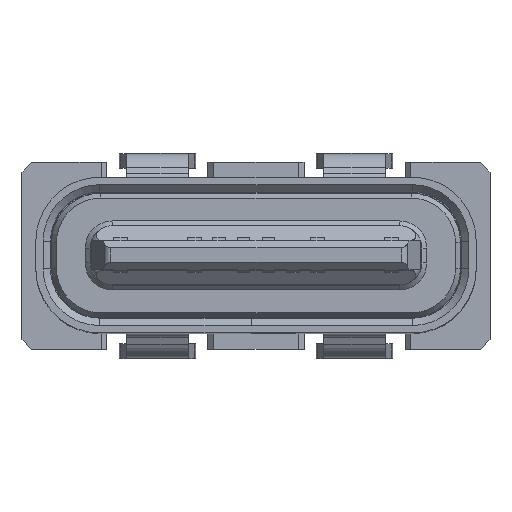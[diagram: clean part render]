
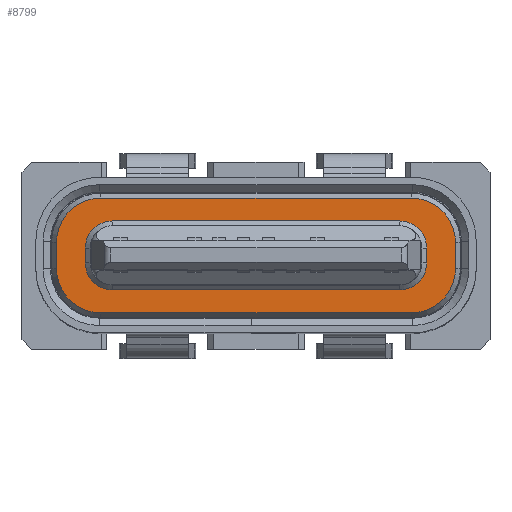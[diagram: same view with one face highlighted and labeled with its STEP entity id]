
A CAD part, top view. The second image highlights one B-rep face of the part: STEP entity #8799.
In plain terms, the highlighted planar face has unit normal (0, 0, 1).
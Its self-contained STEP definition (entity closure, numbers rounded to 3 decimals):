
#428 = EDGE_CURVE ( 'NONE', #8319, #20437, #6929, .T. ) ;
#638 = ORIENTED_EDGE ( 'NONE', *, *, #7092, .T. ) ;
#904 = EDGE_CURVE ( 'NONE', #4507, #959, #10756, .T. ) ;
#959 = VERTEX_POINT ( 'NONE', #26479 ) ;
#994 = LINE ( 'NONE', #15790, #2172 ) ;
#1420 = CARTESIAN_POINT ( 'NONE',  ( -2.915, 0.15, 5.5 ) ) ;
#1448 = VERTEX_POINT ( 'NONE', #1923 ) ;
#1479 = DIRECTION ( 'NONE',  ( 0., -1., 0. ) ) ;
#1912 = DIRECTION ( 'NONE',  ( 0., 0., 1. ) ) ;
#1923 = CARTESIAN_POINT ( 'NONE',  ( 3.465, -0.15, 5.5 ) ) ;
#1983 = VECTOR ( 'NONE', #35279, 1000. ) ;
#2039 = VERTEX_POINT ( 'NONE', #25275 ) ;
#2172 = VECTOR ( 'NONE', #30751, 1000. ) ;
#2266 = ORIENTED_EDGE ( 'NONE', *, *, #12248, .T. ) ;
#2342 = CARTESIAN_POINT ( 'NONE',  ( 4.212, 1.212, 5.5 ) ) ;
#2539 = DIRECTION ( 'NONE',  ( 0., 0., -1. ) ) ;
#2597 = EDGE_CURVE ( 'NONE', #22400, #37223, #36983, .T. ) ;
#2921 = PLANE ( 'NONE',  #9761 ) ;
#3410 = EDGE_CURVE ( 'NONE', #20278, #34681, #23400, .T. ) ;
#4507 = VERTEX_POINT ( 'NONE', #8680 ) ;
#4518 = ORIENTED_EDGE ( 'NONE', *, *, #31225, .T. ) ;
#5011 = CIRCLE ( 'NONE', #36367, 0.9 ) ;
#5087 = VECTOR ( 'NONE', #20640, 1000. ) ;
#5102 = DIRECTION ( 'NONE',  ( 0., 0., 1. ) ) ;
#5392 = CARTESIAN_POINT ( 'NONE',  ( 2.915, 0.7, 5.5 ) ) ;
#5480 = DIRECTION ( 'NONE',  ( 1., 0., 0. ) ) ;
#5578 = CARTESIAN_POINT ( 'NONE',  ( 2.915, -0.15, 5.5 ) ) ;
#5603 = FACE_OUTER_BOUND ( 'NONE', #36334, .T. ) ;
#6554 = ORIENTED_EDGE ( 'NONE', *, *, #34058, .T. ) ;
#6929 = CIRCLE ( 'NONE', #23839, 0.55 ) ;
#7092 = EDGE_CURVE ( 'NONE', #32707, #2039, #32696, .T. ) ;
#7245 = CARTESIAN_POINT ( 'NONE',  ( -4.05, 0., 5.5 ) ) ;
#7369 = CARTESIAN_POINT ( 'NONE',  ( 3.15, -1.165, 5.5 ) ) ;
#7547 = CARTESIAN_POINT ( 'NONE',  ( 3.15, -0.265, 5.5 ) ) ;
#7612 = CARTESIAN_POINT ( 'NONE',  ( 0., 0.7, 5.5 ) ) ;
#8089 = CIRCLE ( 'NONE', #20635, 0.55 ) ;
#8310 = DIRECTION ( 'NONE',  ( 1., 0., 0. ) ) ;
#8319 = VERTEX_POINT ( 'NONE', #10177 ) ;
#8321 = ORIENTED_EDGE ( 'NONE', *, *, #22926, .T. ) ;
#8636 = DIRECTION ( 'NONE',  ( 1., 0., 0. ) ) ;
#8658 = EDGE_CURVE ( 'NONE', #22400, #11080, #26685, .T. ) ;
#8680 = CARTESIAN_POINT ( 'NONE',  ( -4.05, 0.265, 5.5 ) ) ;
#8799 = ADVANCED_FACE ( 'NONE', ( #35245, #5603 ), #2921, .T. ) ;
#8880 = CARTESIAN_POINT ( 'NONE',  ( 3.465, 0., 5.5 ) ) ;
#8967 = ORIENTED_EDGE ( 'NONE', *, *, #20466, .T. ) ;
#9250 = CARTESIAN_POINT ( 'NONE',  ( -2.915, -0.15, 5.5 ) ) ;
#9665 = DIRECTION ( 'NONE',  ( 1., 0., 0. ) ) ;
#9761 = AXIS2_PLACEMENT_3D ( 'NONE', #2342, #14399, #29370 ) ;
#10042 = EDGE_CURVE ( 'NONE', #34681, #22911, #11692, .T. ) ;
#10052 = CARTESIAN_POINT ( 'NONE',  ( 4.05, 0.265, 5.5 ) ) ;
#10067 = CARTESIAN_POINT ( 'NONE',  ( 0., -1.165, 5.5 ) ) ;
#10177 = CARTESIAN_POINT ( 'NONE',  ( -3.465, 0.15, 5.5 ) ) ;
#10756 = LINE ( 'NONE', #7245, #21566 ) ;
#11031 = DIRECTION ( 'NONE',  ( 1., 0., 0. ) ) ;
#11080 = VERTEX_POINT ( 'NONE', #21838 ) ;
#11180 = ORIENTED_EDGE ( 'NONE', *, *, #31885, .F. ) ;
#11280 = EDGE_CURVE ( 'NONE', #11898, #4507, #5011, .T. ) ;
#11576 = DIRECTION ( 'NONE',  ( 0., 0., 1. ) ) ;
#11692 = CIRCLE ( 'NONE', #33639, 0.55 ) ;
#11898 = VERTEX_POINT ( 'NONE', #29985 ) ;
#11939 = VERTEX_POINT ( 'NONE', #27206 ) ;
#12109 = VECTOR ( 'NONE', #31130, 1000. ) ;
#12248 = EDGE_CURVE ( 'NONE', #1448, #20278, #28932, .T. ) ;
#13378 = ORIENTED_EDGE ( 'NONE', *, *, #2597, .F. ) ;
#13492 = VECTOR ( 'NONE', #8310, 1000. ) ;
#13572 = DIRECTION ( 'NONE',  ( -1., 0., 0. ) ) ;
#13586 = CARTESIAN_POINT ( 'NONE',  ( 0., 1.165, 5.5 ) ) ;
#14399 = DIRECTION ( 'NONE',  ( 0., 0., 1. ) ) ;
#15130 = EDGE_CURVE ( 'NONE', #11080, #32707, #23287, .T. ) ;
#15592 = ORIENTED_EDGE ( 'NONE', *, *, #15130, .T. ) ;
#15645 = ORIENTED_EDGE ( 'NONE', *, *, #8658, .T. ) ;
#15790 = CARTESIAN_POINT ( 'NONE',  ( -3.465, 0., 5.5 ) ) ;
#16532 = LINE ( 'NONE', #13586, #13492 ) ;
#16540 = CARTESIAN_POINT ( 'NONE',  ( -2.915, 0.7, 5.5 ) ) ;
#17511 = DIRECTION ( 'NONE',  ( 0., 0., -1. ) ) ;
#17907 = VECTOR ( 'NONE', #24919, 1000. ) ;
#18153 = VECTOR ( 'NONE', #13572, 1000. ) ;
#19123 = CARTESIAN_POINT ( 'NONE',  ( -3.15, 0.265, 5.5 ) ) ;
#19544 = DIRECTION ( 'NONE',  ( 0., 0., 1. ) ) ;
#20278 = VERTEX_POINT ( 'NONE', #28419 ) ;
#20437 = VERTEX_POINT ( 'NONE', #16540 ) ;
#20466 = EDGE_CURVE ( 'NONE', #22911, #8319, #994, .T. ) ;
#20528 = VERTEX_POINT ( 'NONE', #5392 ) ;
#20635 = AXIS2_PLACEMENT_3D ( 'NONE', #32918, #2539, #35626 ) ;
#20640 = DIRECTION ( 'NONE',  ( 0., -1., 0. ) ) ;
#20772 = ORIENTED_EDGE ( 'NONE', *, *, #428, .T. ) ;
#21076 = CIRCLE ( 'NONE', #36149, 0.9 ) ;
#21566 = VECTOR ( 'NONE', #1479, 1000. ) ;
#21838 = CARTESIAN_POINT ( 'NONE',  ( 4.05, -0.265, 5.5 ) ) ;
#22400 = VERTEX_POINT ( 'NONE', #7369 ) ;
#22844 = ORIENTED_EDGE ( 'NONE', *, *, #10042, .T. ) ;
#22911 = VERTEX_POINT ( 'NONE', #33060 ) ;
#22926 = EDGE_CURVE ( 'NONE', #11939, #1448, #35783, .T. ) ;
#23287 = LINE ( 'NONE', #29592, #1983 ) ;
#23400 = LINE ( 'NONE', #27995, #18153 ) ;
#23541 = EDGE_LOOP ( 'NONE', ( #6554, #8321, #2266, #24460, #22844, #8967, #20772, #4518 ) ) ;
#23545 = AXIS2_PLACEMENT_3D ( 'NONE', #7547, #19544, #31571 ) ;
#23839 = AXIS2_PLACEMENT_3D ( 'NONE', #1420, #31381, #37255 ) ;
#24460 = ORIENTED_EDGE ( 'NONE', *, *, #3410, .T. ) ;
#24650 = ORIENTED_EDGE ( 'NONE', *, *, #31334, .T. ) ;
#24919 = DIRECTION ( 'NONE',  ( 1., 0., 0. ) ) ;
#25275 = CARTESIAN_POINT ( 'NONE',  ( 3.15, 1.165, 5.5 ) ) ;
#26479 = CARTESIAN_POINT ( 'NONE',  ( -4.05, -0.265, 5.5 ) ) ;
#26650 = ORIENTED_EDGE ( 'NONE', *, *, #11280, .T. ) ;
#26685 = CIRCLE ( 'NONE', #23545, 0.9 ) ;
#26689 = CARTESIAN_POINT ( 'NONE',  ( 3.15, 0.265, 5.5 ) ) ;
#27206 = CARTESIAN_POINT ( 'NONE',  ( 3.465, 0.15, 5.5 ) ) ;
#27285 = CARTESIAN_POINT ( 'NONE',  ( -3.15, -1.165, 5.5 ) ) ;
#27995 = CARTESIAN_POINT ( 'NONE',  ( 0., -0.7, 5.5 ) ) ;
#28072 = LINE ( 'NONE', #7612, #17907 ) ;
#28319 = AXIS2_PLACEMENT_3D ( 'NONE', #5578, #17511, #29536 ) ;
#28419 = CARTESIAN_POINT ( 'NONE',  ( 2.915, -0.7, 5.5 ) ) ;
#28932 = CIRCLE ( 'NONE', #28319, 0.55 ) ;
#29370 = DIRECTION ( 'NONE',  ( 0., -1., 0. ) ) ;
#29536 = DIRECTION ( 'NONE',  ( 0., 1., 0. ) ) ;
#29592 = CARTESIAN_POINT ( 'NONE',  ( 4.05, 0., 5.5 ) ) ;
#29985 = CARTESIAN_POINT ( 'NONE',  ( -3.15, 1.165, 5.5 ) ) ;
#30271 = ORIENTED_EDGE ( 'NONE', *, *, #904, .T. ) ;
#30751 = DIRECTION ( 'NONE',  ( 0., 1., 0. ) ) ;
#31130 = DIRECTION ( 'NONE',  ( -1., 0., 0. ) ) ;
#31225 = EDGE_CURVE ( 'NONE', #20437, #20528, #28072, .T. ) ;
#31334 = EDGE_CURVE ( 'NONE', #959, #37223, #21076, .T. ) ;
#31381 = DIRECTION ( 'NONE',  ( 0., 0., -1. ) ) ;
#31571 = DIRECTION ( 'NONE',  ( 1., 0., 0. ) ) ;
#31885 = EDGE_CURVE ( 'NONE', #11898, #2039, #16532, .T. ) ;
#32193 = CARTESIAN_POINT ( 'NONE',  ( -3.15, -0.265, 5.5 ) ) ;
#32696 = CIRCLE ( 'NONE', #37060, 0.9 ) ;
#32707 = VERTEX_POINT ( 'NONE', #10052 ) ;
#32918 = CARTESIAN_POINT ( 'NONE',  ( 2.915, 0.15, 5.5 ) ) ;
#33060 = CARTESIAN_POINT ( 'NONE',  ( -3.465, -0.15, 5.5 ) ) ;
#33639 = AXIS2_PLACEMENT_3D ( 'NONE', #9250, #33804, #9665 ) ;
#33804 = DIRECTION ( 'NONE',  ( 0., 0., -1. ) ) ;
#34058 = EDGE_CURVE ( 'NONE', #20528, #11939, #8089, .T. ) ;
#34681 = VERTEX_POINT ( 'NONE', #36290 ) ;
#35245 = FACE_BOUND ( 'NONE', #23541, .T. ) ;
#35279 = DIRECTION ( 'NONE',  ( 0., 1., 0. ) ) ;
#35626 = DIRECTION ( 'NONE',  ( 1., 0., 0. ) ) ;
#35783 = LINE ( 'NONE', #8880, #5087 ) ;
#36149 = AXIS2_PLACEMENT_3D ( 'NONE', #32193, #5102, #5480 ) ;
#36290 = CARTESIAN_POINT ( 'NONE',  ( -2.915, -0.7, 5.5 ) ) ;
#36334 = EDGE_LOOP ( 'NONE', ( #15645, #15592, #638, #11180, #26650, #30271, #24650, #13378 ) ) ;
#36367 = AXIS2_PLACEMENT_3D ( 'NONE', #19123, #1912, #11031 ) ;
#36983 = LINE ( 'NONE', #10067, #12109 ) ;
#37060 = AXIS2_PLACEMENT_3D ( 'NONE', #26689, #11576, #8636 ) ;
#37223 = VERTEX_POINT ( 'NONE', #27285 ) ;
#37255 = DIRECTION ( 'NONE',  ( 1., 0., 0. ) ) ;
